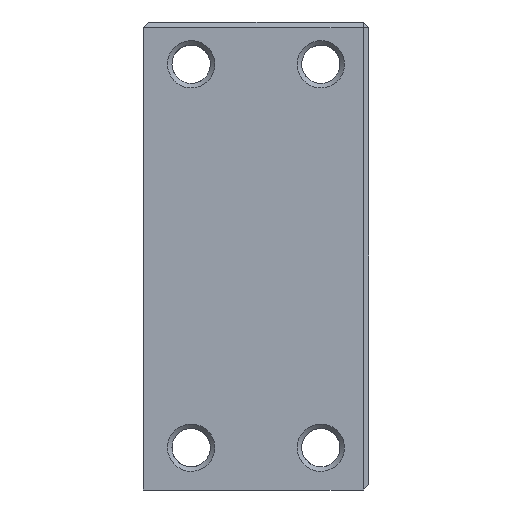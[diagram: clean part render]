
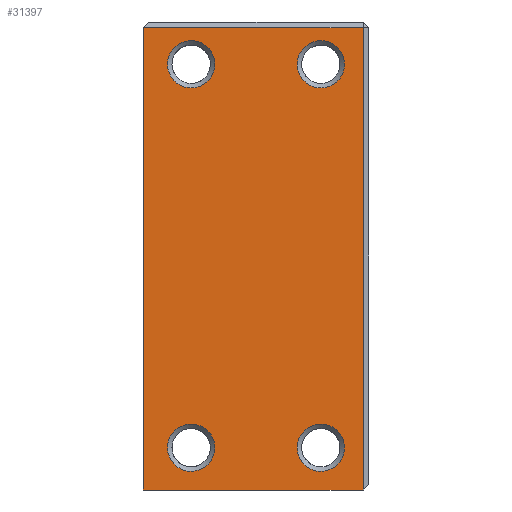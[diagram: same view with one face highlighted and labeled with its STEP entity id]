
A CAD part, front view. The second image highlights one B-rep face of the part: STEP entity #31397.
In plain terms, the highlighted free-form (B-spline) face has degree [1, 1] with [2, 2] control points.
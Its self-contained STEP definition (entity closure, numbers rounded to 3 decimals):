
#31366 = VERTEX_POINT('',#31367);
#31367 = CARTESIAN_POINT('',(-36.503,-22.815,
    -37.872));
#31382 = VERTEX_POINT('',#31383);
#31383 = CARTESIAN_POINT('',(-0.913,-22.815,
    -37.872));
#31388 = EDGE_CURVE('',#31366,#31382,#31389,.T.);
#31389 = B_SPLINE_CURVE_WITH_KNOTS('',1,(#31390,#31391),.UNSPECIFIED.,
  .F.,.F.,(2,2),(0.,39.),.PIECEWISE_BEZIER_KNOTS.);
#31390 = CARTESIAN_POINT('',(-36.503,-22.815,
    -37.872));
#31391 = CARTESIAN_POINT('',(-0.913,-22.815,
    -37.872));
#31397 = ADVANCED_FACE('',(#31398,#31412,#31426,#31440,#31454),#31476,
  .T.);
#31398 = FACE_BOUND('',#31399,.T.);
#31399 = EDGE_LOOP('',(#31400));
#31400 = ORIENTED_EDGE('',*,*,#31401,.T.);
#31401 = EDGE_CURVE('',#31402,#31402,#31404,.T.);
#31402 = VERTEX_POINT('',#31403);
#31403 = CARTESIAN_POINT('',(-28.746,-22.815,
    -34.861));
#31404 = ( BOUNDED_CURVE() B_SPLINE_CURVE(2,(#31405,#31406,#31407,#31408
    ,#31409,#31410,#31411),.UNSPECIFIED.,.T.,.F.) 
B_SPLINE_CURVE_WITH_KNOTS((1,2,2,2,2,1),(-2.094,0.,
    2.094,4.189,6.283,8.378),
.UNSPECIFIED.) CURVE() GEOMETRIC_REPRESENTATION_ITEM() 
RATIONAL_B_SPLINE_CURVE((1.,0.5,1.,0.5,1.,0.5,1.)) REPRESENTATION_ITEM(
  '') );
#31405 = CARTESIAN_POINT('',(-28.746,-22.815,
    -34.861));
#31406 = CARTESIAN_POINT('',(-35.385,-22.815,
    -34.861));
#31407 = CARTESIAN_POINT('',(-32.066,-22.815,
    -29.111));
#31408 = CARTESIAN_POINT('',(-28.746,-22.815,
    -23.362));
#31409 = CARTESIAN_POINT('',(-25.427,-22.815,
    -29.111));
#31410 = CARTESIAN_POINT('',(-22.108,-22.815,
    -34.861));
#31411 = CARTESIAN_POINT('',(-28.746,-22.815,
    -34.861));
#31412 = FACE_BOUND('',#31413,.T.);
#31413 = EDGE_LOOP('',(#31414));
#31414 = ORIENTED_EDGE('',*,*,#31415,.T.);
#31415 = EDGE_CURVE('',#31416,#31416,#31418,.T.);
#31416 = VERTEX_POINT('',#31417);
#31417 = CARTESIAN_POINT('',(-7.757,-22.815,
    -34.861));
#31418 = ( BOUNDED_CURVE() B_SPLINE_CURVE(2,(#31419,#31420,#31421,#31422
    ,#31423,#31424,#31425),.UNSPECIFIED.,.T.,.F.) 
B_SPLINE_CURVE_WITH_KNOTS((1,2,2,2,2,1),(-2.094,0.,
    2.094,4.189,6.283,8.378),
.UNSPECIFIED.) CURVE() GEOMETRIC_REPRESENTATION_ITEM() 
RATIONAL_B_SPLINE_CURVE((1.,0.5,1.,0.5,1.,0.5,1.)) REPRESENTATION_ITEM(
  '') );
#31419 = CARTESIAN_POINT('',(-7.757,-22.815,
    -34.861));
#31420 = CARTESIAN_POINT('',(-14.396,-22.815,
    -34.861));
#31421 = CARTESIAN_POINT('',(-11.076,-22.815,
    -29.111));
#31422 = CARTESIAN_POINT('',(-7.757,-22.815,
    -23.362));
#31423 = CARTESIAN_POINT('',(-4.438,-22.815,
    -29.111));
#31424 = CARTESIAN_POINT('',(-1.118,-22.815,
    -34.861));
#31425 = CARTESIAN_POINT('',(-7.757,-22.815,
    -34.861));
#31426 = FACE_BOUND('',#31427,.T.);
#31427 = EDGE_LOOP('',(#31428));
#31428 = ORIENTED_EDGE('',*,*,#31429,.T.);
#31429 = EDGE_CURVE('',#31430,#31430,#31432,.T.);
#31430 = VERTEX_POINT('',#31431);
#31431 = CARTESIAN_POINT('',(-28.746,-22.815,
    27.195));
#31432 = ( BOUNDED_CURVE() B_SPLINE_CURVE(2,(#31433,#31434,#31435,#31436
    ,#31437,#31438,#31439),.UNSPECIFIED.,.T.,.F.) 
B_SPLINE_CURVE_WITH_KNOTS((1,2,2,2,2,1),(-2.094,0.,
    2.094,4.189,6.283,8.378),
.UNSPECIFIED.) CURVE() GEOMETRIC_REPRESENTATION_ITEM() 
RATIONAL_B_SPLINE_CURVE((1.,0.5,1.,0.5,1.,0.5,1.)) REPRESENTATION_ITEM(
  '') );
#31433 = CARTESIAN_POINT('',(-28.746,-22.815,
    27.195));
#31434 = CARTESIAN_POINT('',(-35.385,-22.815,
    27.195));
#31435 = CARTESIAN_POINT('',(-32.066,-22.815,
    32.944));
#31436 = CARTESIAN_POINT('',(-28.746,-22.815,
    38.694));
#31437 = CARTESIAN_POINT('',(-25.427,-22.815,
    32.944));
#31438 = CARTESIAN_POINT('',(-22.108,-22.815,
    27.195));
#31439 = CARTESIAN_POINT('',(-28.746,-22.815,
    27.195));
#31440 = FACE_BOUND('',#31441,.T.);
#31441 = EDGE_LOOP('',(#31442));
#31442 = ORIENTED_EDGE('',*,*,#31443,.T.);
#31443 = EDGE_CURVE('',#31444,#31444,#31446,.T.);
#31444 = VERTEX_POINT('',#31445);
#31445 = CARTESIAN_POINT('',(-7.757,-22.815,
    27.195));
#31446 = ( BOUNDED_CURVE() B_SPLINE_CURVE(2,(#31447,#31448,#31449,#31450
    ,#31451,#31452,#31453),.UNSPECIFIED.,.T.,.F.) 
B_SPLINE_CURVE_WITH_KNOTS((1,2,2,2,2,1),(-2.094,0.,
    2.094,4.189,6.283,8.378),
.UNSPECIFIED.) CURVE() GEOMETRIC_REPRESENTATION_ITEM() 
RATIONAL_B_SPLINE_CURVE((1.,0.5,1.,0.5,1.,0.5,1.)) REPRESENTATION_ITEM(
  '') );
#31447 = CARTESIAN_POINT('',(-7.757,-22.815,
    27.195));
#31448 = CARTESIAN_POINT('',(-14.396,-22.815,
    27.195));
#31449 = CARTESIAN_POINT('',(-11.076,-22.815,
    32.944));
#31450 = CARTESIAN_POINT('',(-7.757,-22.815,
    38.694));
#31451 = CARTESIAN_POINT('',(-4.438,-22.815,
    32.944));
#31452 = CARTESIAN_POINT('',(-1.118,-22.815,
    27.195));
#31453 = CARTESIAN_POINT('',(-7.757,-22.815,
    27.195));
#31454 = FACE_BOUND('',#31455,.T.);
#31455 = EDGE_LOOP('',(#31456,#31463,#31470,#31475));
#31456 = ORIENTED_EDGE('',*,*,#31457,.T.);
#31457 = EDGE_CURVE('',#31382,#31458,#31460,.T.);
#31458 = VERTEX_POINT('',#31459);
#31459 = CARTESIAN_POINT('',(-0.913,-22.815,
    36.96));
#31460 = B_SPLINE_CURVE_WITH_KNOTS('',1,(#31461,#31462),.UNSPECIFIED.,
  .F.,.F.,(2,2),(-83.,-1.),.PIECEWISE_BEZIER_KNOTS.);
#31461 = CARTESIAN_POINT('',(-0.913,-22.815,
    -37.872));
#31462 = CARTESIAN_POINT('',(-0.913,-22.815,
    36.96));
#31463 = ORIENTED_EDGE('',*,*,#31464,.T.);
#31464 = EDGE_CURVE('',#31458,#31465,#31467,.T.);
#31465 = VERTEX_POINT('',#31466);
#31466 = CARTESIAN_POINT('',(-36.503,-22.815,
    36.96));
#31467 = B_SPLINE_CURVE_WITH_KNOTS('',1,(#31468,#31469),.UNSPECIFIED.,
  .F.,.F.,(2,2),(-39.,0.),.PIECEWISE_BEZIER_KNOTS.);
#31468 = CARTESIAN_POINT('',(-0.913,-22.815,
    36.96));
#31469 = CARTESIAN_POINT('',(-36.503,-22.815,
    36.96));
#31470 = ORIENTED_EDGE('',*,*,#31471,.T.);
#31471 = EDGE_CURVE('',#31465,#31366,#31472,.T.);
#31472 = B_SPLINE_CURVE_WITH_KNOTS('',1,(#31473,#31474),.UNSPECIFIED.,
  .F.,.F.,(2,2),(1.,83.),.PIECEWISE_BEZIER_KNOTS.);
#31473 = CARTESIAN_POINT('',(-36.503,-22.815,
    36.96));
#31474 = CARTESIAN_POINT('',(-36.503,-22.815,
    -37.872));
#31475 = ORIENTED_EDGE('',*,*,#31388,.T.);
#31476 = B_SPLINE_SURFACE_WITH_KNOTS('',1,1,(
    (#31477,#31478)
    ,(#31479,#31480
    )),.UNSPECIFIED.,.F.,.F.,.F.,(2,2),(2,2),(1.,83.),(0.,39.),
  .PIECEWISE_BEZIER_KNOTS.);
#31477 = CARTESIAN_POINT('',(-36.503,-22.815,
    36.96));
#31478 = CARTESIAN_POINT('',(-0.913,-22.815,
    36.96));
#31479 = CARTESIAN_POINT('',(-36.503,-22.815,
    -37.872));
#31480 = CARTESIAN_POINT('',(-0.913,-22.815,
    -37.872));
